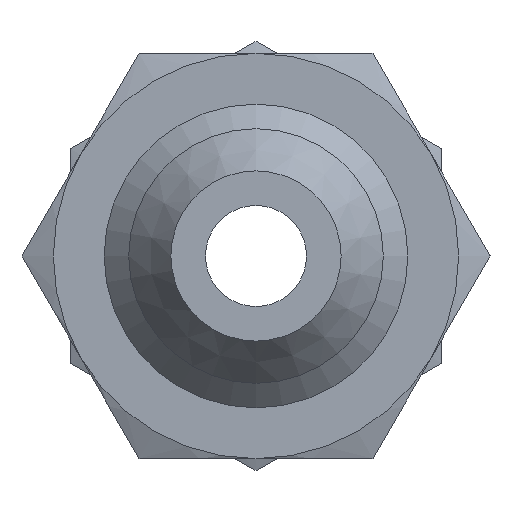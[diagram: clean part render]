
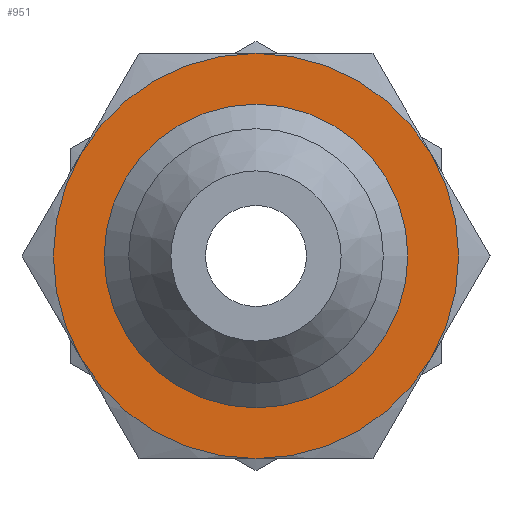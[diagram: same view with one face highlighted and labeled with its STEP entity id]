
A CAD part, left-side view. The second image highlights one B-rep face of the part: STEP entity #951.
In plain terms, the highlighted planar face has unit normal (-1, 0, 0).
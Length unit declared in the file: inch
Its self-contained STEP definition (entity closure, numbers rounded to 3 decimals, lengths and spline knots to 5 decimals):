
#146=PLANE('',#1050);
#207=FACE_BOUND('',#340,.T.);
#256=FACE_OUTER_BOUND('',#339,.T.);
#339=EDGE_LOOP('',(#769,#770,#771,#772,#773,#774));
#340=EDGE_LOOP('',(#775));
#410=CIRCLE('',#1025,0.2395);
#411=CIRCLE('',#1033,0.375);
#412=CIRCLE('',#1035,0.375);
#413=CIRCLE('',#1037,0.375);
#414=CIRCLE('',#1039,0.375);
#415=CIRCLE('',#1041,0.375);
#416=CIRCLE('',#1043,0.375);
#465=VERTEX_POINT('',#1453);
#473=VERTEX_POINT('',#1505);
#474=VERTEX_POINT('',#1509);
#476=VERTEX_POINT('',#1516);
#478=VERTEX_POINT('',#1526);
#480=VERTEX_POINT('',#1539);
#482=VERTEX_POINT('',#1549);
#555=EDGE_CURVE('',#465,#465,#410,.T.);
#570=EDGE_CURVE('',#473,#474,#411,.T.);
#573=EDGE_CURVE('',#476,#473,#412,.T.);
#576=EDGE_CURVE('',#478,#476,#413,.T.);
#578=EDGE_CURVE('',#480,#478,#414,.T.);
#581=EDGE_CURVE('',#482,#480,#415,.T.);
#584=EDGE_CURVE('',#474,#482,#416,.T.);
#769=ORIENTED_EDGE('',*,*,#584,.T.);
#770=ORIENTED_EDGE('',*,*,#581,.T.);
#771=ORIENTED_EDGE('',*,*,#578,.T.);
#772=ORIENTED_EDGE('',*,*,#576,.T.);
#773=ORIENTED_EDGE('',*,*,#573,.T.);
#774=ORIENTED_EDGE('',*,*,#570,.T.);
#775=ORIENTED_EDGE('',*,*,#555,.F.);
#951=ADVANCED_FACE('',(#256,#207),#146,.F.);
#1025=AXIS2_PLACEMENT_3D('',#1454,#1189,#1190);
#1033=AXIS2_PLACEMENT_3D('',#1513,#1205,#1206);
#1035=AXIS2_PLACEMENT_3D('',#1523,#1209,#1210);
#1037=AXIS2_PLACEMENT_3D('',#1533,#1213,#1214);
#1039=AXIS2_PLACEMENT_3D('',#1540,#1217,#1218);
#1041=AXIS2_PLACEMENT_3D('',#1550,#1221,#1222);
#1043=AXIS2_PLACEMENT_3D('',#1559,#1225,#1226);
#1050=AXIS2_PLACEMENT_3D('',#1575,#1245,#1246);
#1189=DIRECTION('center_axis',(-1.,0.,0.));
#1190=DIRECTION('ref_axis',(0.,0.,-1.));
#1205=DIRECTION('center_axis',(-1.,0.,0.));
#1206=DIRECTION('ref_axis',(0.,1.,0.));
#1209=DIRECTION('center_axis',(-1.,0.,0.));
#1210=DIRECTION('ref_axis',(0.,1.,0.));
#1213=DIRECTION('center_axis',(-1.,0.,0.));
#1214=DIRECTION('ref_axis',(0.,1.,0.));
#1217=DIRECTION('center_axis',(-1.,0.,0.));
#1218=DIRECTION('ref_axis',(0.,1.,0.));
#1221=DIRECTION('center_axis',(-1.,0.,0.));
#1222=DIRECTION('ref_axis',(0.,1.,0.));
#1225=DIRECTION('center_axis',(-1.,0.,0.));
#1226=DIRECTION('ref_axis',(0.,1.,0.));
#1245=DIRECTION('center_axis',(1.,0.,0.));
#1246=DIRECTION('ref_axis',(0.,0.,-1.));
#1453=CARTESIAN_POINT('',(0.,0.,0.2395));
#1454=CARTESIAN_POINT('Origin',(0.,0.,0.));
#1505=CARTESIAN_POINT('',(0.,0.,0.375));
#1509=CARTESIAN_POINT('',(0.,0.32476,0.1875));
#1513=CARTESIAN_POINT('Origin',(0.,0.,0.));
#1516=CARTESIAN_POINT('',(0.,-0.32476,0.1875));
#1523=CARTESIAN_POINT('Origin',(0.,0.,0.));
#1526=CARTESIAN_POINT('',(0.,-0.32476,-0.1875));
#1533=CARTESIAN_POINT('Origin',(0.,0.,0.));
#1539=CARTESIAN_POINT('',(0.,0.,-0.375));
#1540=CARTESIAN_POINT('Origin',(0.,0.,0.));
#1549=CARTESIAN_POINT('',(0.,0.32476,-0.1875));
#1550=CARTESIAN_POINT('Origin',(0.,0.,0.));
#1559=CARTESIAN_POINT('Origin',(0.,0.,0.));
#1575=CARTESIAN_POINT('Origin',(0.,0.,0.));
